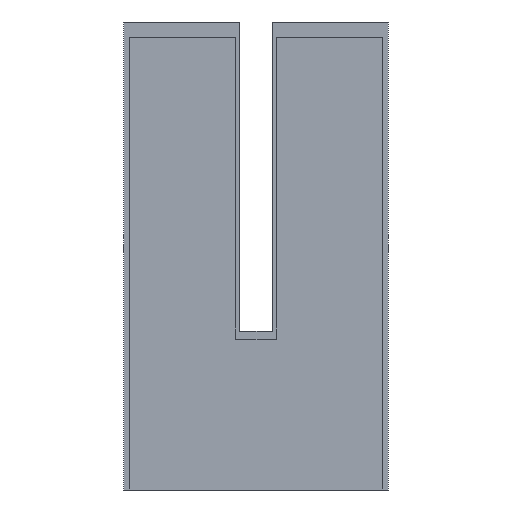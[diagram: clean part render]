
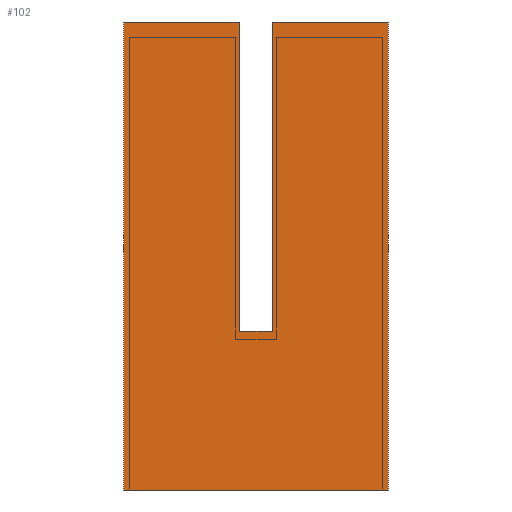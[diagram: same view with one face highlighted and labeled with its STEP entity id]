
A CAD part, front view. The second image highlights one B-rep face of the part: STEP entity #102.
In plain terms, the highlighted planar face has unit normal (0, -1, 0).
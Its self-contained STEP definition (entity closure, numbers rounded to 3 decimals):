
#102 = ADVANCED_FACE( '', ( #186 ), #187, .T. );
#186 = FACE_OUTER_BOUND( '', #260, .T. );
#187 = PLANE( '', #261 );
#260 = EDGE_LOOP( '', ( #370, #371, #372, #373, #374, #375, #376, #377 ) );
#261 = AXIS2_PLACEMENT_3D( '', #378, #379, #380 );
#370 = ORIENTED_EDGE( '', *, *, #516, .T. );
#371 = ORIENTED_EDGE( '', *, *, #517, .T. );
#372 = ORIENTED_EDGE( '', *, *, #496, .T. );
#373 = ORIENTED_EDGE( '', *, *, #518, .T. );
#374 = ORIENTED_EDGE( '', *, *, #486, .T. );
#375 = ORIENTED_EDGE( '', *, *, #482, .T. );
#376 = ORIENTED_EDGE( '', *, *, #519, .T. );
#377 = ORIENTED_EDGE( '', *, *, #520, .T. );
#378 = CARTESIAN_POINT( '', ( -1.675, -500.1, 5.92 ) );
#379 = DIRECTION( '', ( 0., -1., 0. ) );
#380 = DIRECTION( '', ( 0., 0., -1. ) );
#482 = EDGE_CURVE( '', #557, #555, #558, .T. );
#486 = EDGE_CURVE( '', #563, #557, #564, .T. );
#496 = EDGE_CURVE( '', #581, #579, #582, .T. );
#516 = EDGE_CURVE( '', #611, #612, #613, .T. );
#517 = EDGE_CURVE( '', #612, #581, #614, .T. );
#518 = EDGE_CURVE( '', #579, #563, #615, .T. );
#519 = EDGE_CURVE( '', #555, #616, #617, .T. );
#520 = EDGE_CURVE( '', #616, #611, #618, .T. );
#555 = VERTEX_POINT( '', #660 );
#557 = VERTEX_POINT( '', #663 );
#558 = LINE( '', #664, #665 );
#563 = VERTEX_POINT( '', #672 );
#564 = LINE( '', #673, #674 );
#579 = VERTEX_POINT( '', #695 );
#581 = VERTEX_POINT( '', #698 );
#582 = LINE( '', #699, #700 );
#611 = VERTEX_POINT( '', #744 );
#612 = VERTEX_POINT( '', #745 );
#613 = LINE( '', #746, #747 );
#614 = LINE( '', #748, #749 );
#615 = LINE( '', #750, #751 );
#616 = VERTEX_POINT( '', #752 );
#617 = LINE( '', #753, #754 );
#618 = LINE( '', #755, #756 );
#660 = CARTESIAN_POINT( '', ( 0.205, -500.1, 2.01 ) );
#663 = CARTESIAN_POINT( '', ( 0.205, -500.1, 5.92 ) );
#664 = CARTESIAN_POINT( '', ( 0.205, -500.1, 5.92 ) );
#665 = VECTOR( '', #796, 1000. );
#672 = CARTESIAN_POINT( '', ( 1.675, -500.1, 5.92 ) );
#673 = CARTESIAN_POINT( '', ( 1.675, -500.1, 5.92 ) );
#674 = VECTOR( '', #799, 1000. );
#695 = CARTESIAN_POINT( '', ( 1.675, -500.1, 0. ) );
#698 = CARTESIAN_POINT( '', ( -1.675, -500.1, 0. ) );
#699 = CARTESIAN_POINT( '', ( -1.675, -500.1, 0. ) );
#700 = VECTOR( '', #807, 1000. );
#744 = CARTESIAN_POINT( '', ( -0.205, -500.1, 5.92 ) );
#745 = CARTESIAN_POINT( '', ( -1.675, -500.1, 5.92 ) );
#746 = CARTESIAN_POINT( '', ( -0.205, -500.1, 5.92 ) );
#747 = VECTOR( '', #823, 1000. );
#748 = CARTESIAN_POINT( '', ( -1.675, -500.1, 5.92 ) );
#749 = VECTOR( '', #824, 1000. );
#750 = CARTESIAN_POINT( '', ( 1.675, -500.1, 0. ) );
#751 = VECTOR( '', #825, 1000. );
#752 = CARTESIAN_POINT( '', ( -0.205, -500.1, 2.01 ) );
#753 = CARTESIAN_POINT( '', ( 0.205, -500.1, 2.01 ) );
#754 = VECTOR( '', #826, 1000. );
#755 = CARTESIAN_POINT( '', ( -0.205, -500.1, 2.01 ) );
#756 = VECTOR( '', #827, 1000. );
#796 = DIRECTION( '', ( 0., 0., -1. ) );
#799 = DIRECTION( '', ( -1., 0., 0. ) );
#807 = DIRECTION( '', ( 1., 0., 0. ) );
#823 = DIRECTION( '', ( -1., 0., 0. ) );
#824 = DIRECTION( '', ( 0., 0., -1. ) );
#825 = DIRECTION( '', ( 0., 0., 1. ) );
#826 = DIRECTION( '', ( -1., 0., 0. ) );
#827 = DIRECTION( '', ( 0., 0., 1. ) );
